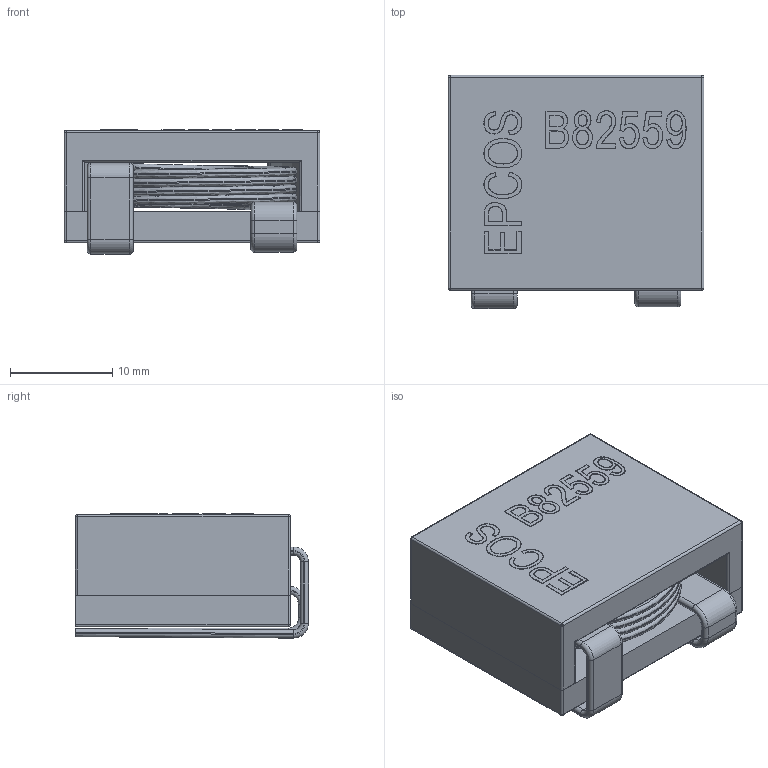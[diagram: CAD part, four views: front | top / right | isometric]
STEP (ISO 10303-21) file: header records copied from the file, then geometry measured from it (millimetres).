
FILE_DESCRIPTION (( 'STEP AP214' ), '1' );
FILE_NAME ('User Library-B82559.STEP', '2019-07-06T16:31:54', ( '' ), ( '' ), 'SwSTEP 2.0', 'SolidWorks 2019', '' );
FILE_SCHEMA (( 'AUTOMOTIVE_DESIGN' ));
Length unit declared in the file: millimetre
Products named in the file (1): User Library-B82559
Bounding box: 25 x 22.78 x 12.14 mm (x, y, z)
Volume: 4801.4 mm3; surface area: 6167.5 mm2
Topology: 4 solids, 4 shells, 453 faces, 1074 edges, 637 vertices
Faces by surface type: bspline 208, cylinder 111, plane 107, torus 20, sphere 7
Entity records: 29147 total; most frequent: CARTESIAN_POINT 16810, ORIENTED_EDGE 2132, DIRECTION 1301, EDGE_CURVE 1066, VERTEX_POINT 637, EDGE_LOOP 471, LINE 459, VECTOR 459
